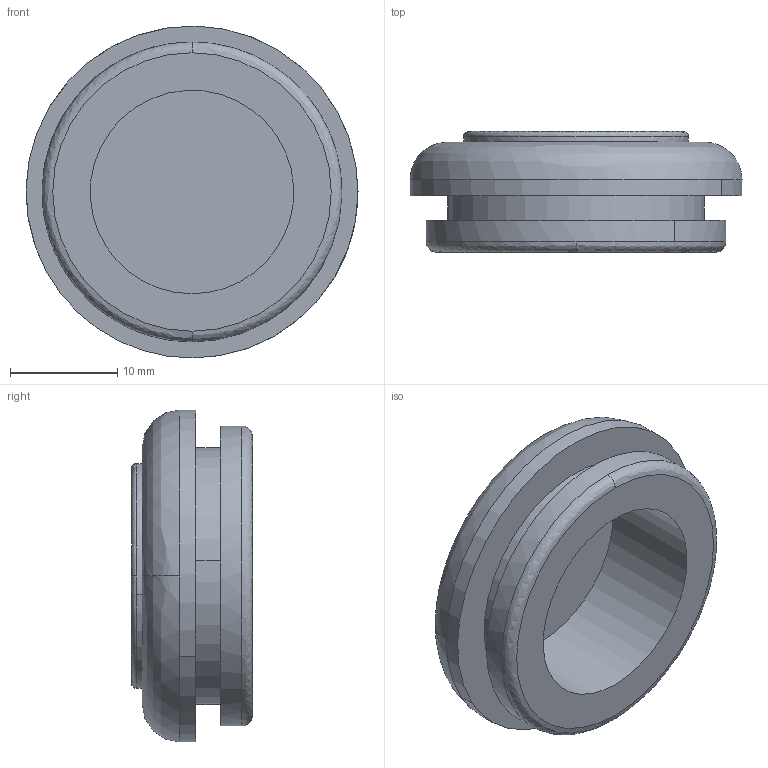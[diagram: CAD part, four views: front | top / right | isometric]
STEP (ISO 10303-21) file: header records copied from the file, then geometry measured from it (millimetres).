
FILE_DESCRIPTION( (''), '2;1');
FILE_NAME ('PC50.12492.TM_MG_5_CRUL_17181.stp','2019-12-19T14:47:41',(''),(''),'spGate 15.6.1','','');
FILE_SCHEMA (('AUTOMOTIVE_DESIGN'));
Length unit declared in the file: millimetre
Bounding box: 31 x 11.3 x 31 mm (x, y, z)
Volume: 3679.5 mm3; surface area: 3255.4 mm2
Topology: 1 solids, 1 shells, 24 faces, 72 edges, 54 vertices
Faces by surface type: cylinder 12, plane 6, bspline 6
Entity records: 1543 total; most frequent: CARTESIAN_POINT 332, ORIENTED_EDGE 144, DIRECTION 140, COLOUR_RGB 97, PRESENTATION_STYLE_ASSIGNMENT 97, STYLED_ITEM 97, EDGE_CURVE 72, DRAUGHTING_PRE_DEFINED_CURVE_FONT 72
